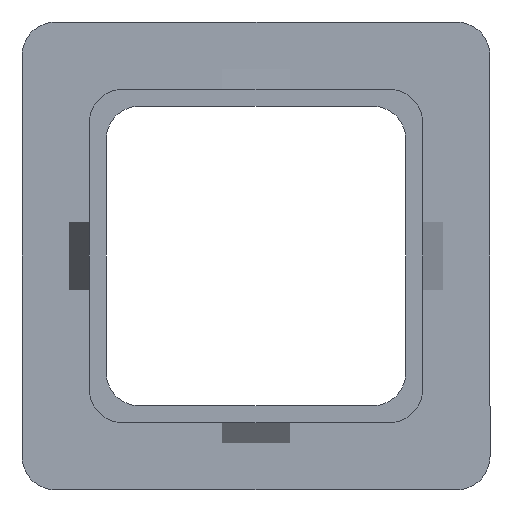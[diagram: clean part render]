
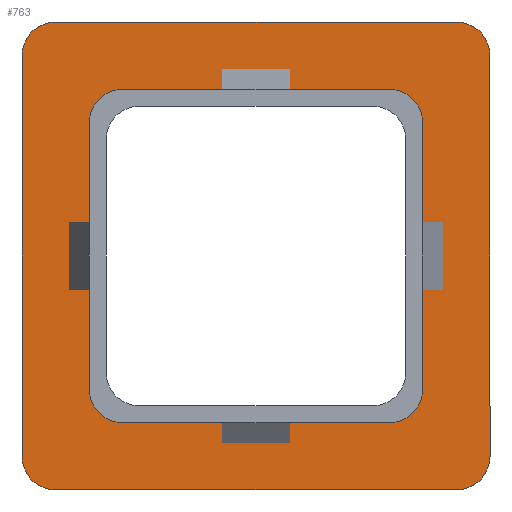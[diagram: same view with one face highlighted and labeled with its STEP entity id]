
A CAD part, left-side view. The second image highlights one B-rep face of the part: STEP entity #763.
In plain terms, the highlighted planar face has unit normal (-1, 0, 0).
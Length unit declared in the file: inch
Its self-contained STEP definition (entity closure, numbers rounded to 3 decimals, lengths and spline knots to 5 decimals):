
#15=FACE_BOUND('',#119,.T.);
#23=CIRCLE('',#829,0.125);
#24=CIRCLE('',#831,0.125);
#25=CIRCLE('',#832,0.125);
#26=CIRCLE('',#833,0.125);
#27=CIRCLE('',#834,0.125);
#28=CIRCLE('',#835,0.125);
#29=CIRCLE('',#836,0.125);
#30=CIRCLE('',#837,0.125);
#75=FACE_OUTER_BOUND('',#118,.T.);
#118=EDGE_LOOP('',(#559,#560,#561,#562,#563,#564,#565,#566));
#119=EDGE_LOOP('',(#567,#568,#569,#570,#571,#572,#573,#574));
#189=LINE('',#1186,#273);
#190=LINE('',#1190,#274);
#191=LINE('',#1194,#275);
#192=LINE('',#1197,#276);
#193=LINE('',#1200,#277);
#194=LINE('',#1204,#278);
#195=LINE('',#1208,#279);
#196=LINE('',#1212,#280);
#273=VECTOR('',#958,0.3937);
#274=VECTOR('',#961,0.3937);
#275=VECTOR('',#964,0.3937);
#276=VECTOR('',#967,0.3937);
#277=VECTOR('',#968,0.3937);
#278=VECTOR('',#971,0.3937);
#279=VECTOR('',#974,0.3937);
#280=VECTOR('',#977,0.3937);
#345=VERTEX_POINT('',#1179);
#346=VERTEX_POINT('',#1181);
#347=VERTEX_POINT('',#1185);
#348=VERTEX_POINT('',#1187);
#349=VERTEX_POINT('',#1189);
#350=VERTEX_POINT('',#1191);
#351=VERTEX_POINT('',#1193);
#352=VERTEX_POINT('',#1195);
#353=VERTEX_POINT('',#1198);
#354=VERTEX_POINT('',#1199);
#355=VERTEX_POINT('',#1201);
#356=VERTEX_POINT('',#1203);
#357=VERTEX_POINT('',#1205);
#358=VERTEX_POINT('',#1207);
#359=VERTEX_POINT('',#1209);
#360=VERTEX_POINT('',#1211);
#429=EDGE_CURVE('',#345,#346,#23,.T.);
#431=EDGE_CURVE('',#347,#345,#189,.T.);
#432=EDGE_CURVE('',#348,#347,#24,.T.);
#433=EDGE_CURVE('',#349,#348,#190,.T.);
#434=EDGE_CURVE('',#350,#349,#25,.T.);
#435=EDGE_CURVE('',#351,#350,#191,.T.);
#436=EDGE_CURVE('',#352,#351,#26,.T.);
#437=EDGE_CURVE('',#346,#352,#192,.T.);
#438=EDGE_CURVE('',#353,#354,#193,.T.);
#439=EDGE_CURVE('',#355,#354,#27,.F.);
#440=EDGE_CURVE('',#355,#356,#194,.T.);
#441=EDGE_CURVE('',#357,#356,#28,.F.);
#442=EDGE_CURVE('',#357,#358,#195,.T.);
#443=EDGE_CURVE('',#359,#358,#29,.F.);
#444=EDGE_CURVE('',#359,#360,#196,.T.);
#445=EDGE_CURVE('',#353,#360,#30,.F.);
#559=ORIENTED_EDGE('',*,*,#429,.F.);
#560=ORIENTED_EDGE('',*,*,#431,.F.);
#561=ORIENTED_EDGE('',*,*,#432,.F.);
#562=ORIENTED_EDGE('',*,*,#433,.F.);
#563=ORIENTED_EDGE('',*,*,#434,.F.);
#564=ORIENTED_EDGE('',*,*,#435,.F.);
#565=ORIENTED_EDGE('',*,*,#436,.F.);
#566=ORIENTED_EDGE('',*,*,#437,.F.);
#567=ORIENTED_EDGE('',*,*,#438,.T.);
#568=ORIENTED_EDGE('',*,*,#439,.F.);
#569=ORIENTED_EDGE('',*,*,#440,.T.);
#570=ORIENTED_EDGE('',*,*,#441,.F.);
#571=ORIENTED_EDGE('',*,*,#442,.T.);
#572=ORIENTED_EDGE('',*,*,#443,.F.);
#573=ORIENTED_EDGE('',*,*,#444,.T.);
#574=ORIENTED_EDGE('',*,*,#445,.F.);
#731=PLANE('',#830);
#763=ADVANCED_FACE('',(#75,#15),#731,.F.);
#829=AXIS2_PLACEMENT_3D('',#1182,#953,#954);
#830=AXIS2_PLACEMENT_3D('',#1184,#956,#957);
#831=AXIS2_PLACEMENT_3D('',#1188,#959,#960);
#832=AXIS2_PLACEMENT_3D('',#1192,#962,#963);
#833=AXIS2_PLACEMENT_3D('',#1196,#965,#966);
#834=AXIS2_PLACEMENT_3D('',#1202,#969,#970);
#835=AXIS2_PLACEMENT_3D('',#1206,#972,#973);
#836=AXIS2_PLACEMENT_3D('',#1210,#975,#976);
#837=AXIS2_PLACEMENT_3D('',#1213,#978,#979);
#953=DIRECTION('center_axis',(1.,0.,0.));
#954=DIRECTION('ref_axis',(0.,0.707,0.707));
#956=DIRECTION('center_axis',(1.,0.,0.));
#957=DIRECTION('ref_axis',(0.,0.,-1.));
#958=DIRECTION('',(0.,0.,1.));
#959=DIRECTION('center_axis',(1.,0.,0.));
#960=DIRECTION('ref_axis',(0.,0.707,-0.707));
#961=DIRECTION('',(0.,1.,0.));
#962=DIRECTION('center_axis',(1.,0.,0.));
#963=DIRECTION('ref_axis',(0.,-0.707,-0.707));
#964=DIRECTION('',(0.,0.,-1.));
#965=DIRECTION('center_axis',(1.,0.,0.));
#966=DIRECTION('ref_axis',(0.,-0.707,0.707));
#967=DIRECTION('',(0.,-1.,0.));
#968=DIRECTION('',(0.,1.,0.));
#969=DIRECTION('center_axis',(1.,0.,0.));
#970=DIRECTION('ref_axis',(0.,0.707,-0.707));
#971=DIRECTION('',(0.,0.,1.));
#972=DIRECTION('center_axis',(1.,0.,0.));
#973=DIRECTION('ref_axis',(0.,0.707,0.707));
#974=DIRECTION('',(0.,-1.,0.));
#975=DIRECTION('center_axis',(1.,0.,0.));
#976=DIRECTION('ref_axis',(0.,-0.707,0.707));
#977=DIRECTION('',(0.,0.,-1.));
#978=DIRECTION('center_axis',(1.,0.,0.));
#979=DIRECTION('ref_axis',(0.,-0.707,-0.707));
#1179=CARTESIAN_POINT('',(0.5,0.87,0.745));
#1181=CARTESIAN_POINT('',(0.5,0.745,0.87));
#1182=CARTESIAN_POINT('Origin',(0.5,0.745,0.745));
#1184=CARTESIAN_POINT('Origin',(0.5,0.,0.));
#1185=CARTESIAN_POINT('',(0.5,0.87,-0.745));
#1186=CARTESIAN_POINT('',(0.5,0.87,-0.87));
#1187=CARTESIAN_POINT('',(0.5,0.745,-0.87));
#1188=CARTESIAN_POINT('Origin',(0.5,0.745,-0.745));
#1189=CARTESIAN_POINT('',(0.5,-0.745,-0.87));
#1190=CARTESIAN_POINT('',(0.5,-0.87,-0.87));
#1191=CARTESIAN_POINT('',(0.5,-0.87,-0.745));
#1192=CARTESIAN_POINT('Origin',(0.5,-0.745,-0.745));
#1193=CARTESIAN_POINT('',(0.5,-0.87,0.745));
#1194=CARTESIAN_POINT('',(0.5,-0.87,0.87));
#1195=CARTESIAN_POINT('',(0.5,-0.745,0.87));
#1196=CARTESIAN_POINT('Origin',(0.5,-0.745,0.745));
#1197=CARTESIAN_POINT('',(0.5,0.87,0.87));
#1198=CARTESIAN_POINT('',(0.5,-0.495,-0.62));
#1199=CARTESIAN_POINT('',(0.5,0.495,-0.62));
#1200=CARTESIAN_POINT('',(0.5,-0.62,-0.62));
#1201=CARTESIAN_POINT('',(0.5,0.62,-0.495));
#1202=CARTESIAN_POINT('Origin',(0.5,0.495,-0.495));
#1203=CARTESIAN_POINT('',(0.5,0.62,0.495));
#1204=CARTESIAN_POINT('',(0.5,0.62,-0.62));
#1205=CARTESIAN_POINT('',(0.5,0.495,0.62));
#1206=CARTESIAN_POINT('Origin',(0.5,0.495,0.495));
#1207=CARTESIAN_POINT('',(0.5,-0.495,0.62));
#1208=CARTESIAN_POINT('',(0.5,0.62,0.62));
#1209=CARTESIAN_POINT('',(0.5,-0.62,0.495));
#1210=CARTESIAN_POINT('Origin',(0.5,-0.495,0.495));
#1211=CARTESIAN_POINT('',(0.5,-0.62,-0.495));
#1212=CARTESIAN_POINT('',(0.5,-0.62,0.62));
#1213=CARTESIAN_POINT('Origin',(0.5,-0.495,-0.495));
